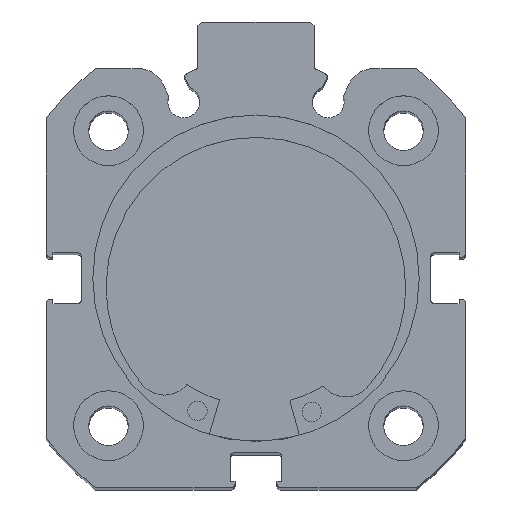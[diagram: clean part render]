
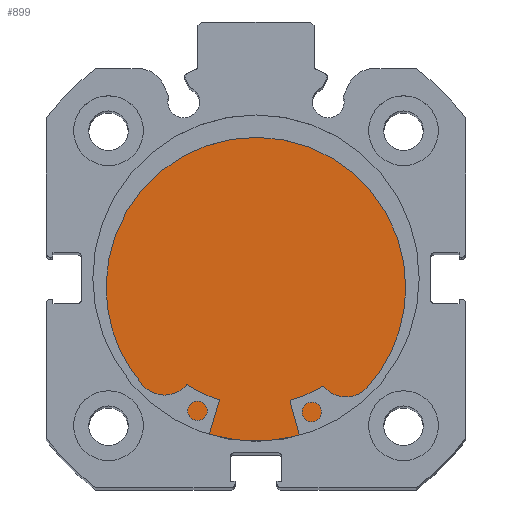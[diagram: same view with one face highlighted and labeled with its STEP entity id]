
A CAD part, top view. The second image highlights one B-rep face of the part: STEP entity #899.
In plain terms, the highlighted face is planar.
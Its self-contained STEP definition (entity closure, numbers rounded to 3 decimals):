
#187 = VERTEX_POINT ( 'NONE', #5259 ) ;
#188 = VERTEX_POINT ( 'NONE', #5258 ) ;
#899 = ADVANCED_FACE ( 'NONE', ( #2543 ), #1726, .F. ) ;
#1725 = CARTESIAN_POINT ( 'NONE',  ( 8.5, 21., 0. ) ) ;
#1726 = PLANE ( 'NONE',  #3403 ) ;
#1728 = DIRECTION ( 'NONE',  ( 0., 0., 1. ) ) ;
#1729 = DIRECTION ( 'NONE',  ( -1., 0., 0. ) ) ;
#2543 = FACE_OUTER_BOUND ( 'NONE', #6611, .T. ) ;
#3133 = EDGE_CURVE ( 'NONE', #187, #188, #4972, .T. ) ;
#3137 = EDGE_CURVE ( 'NONE', #188, #187, #4977, .T. ) ;
#3403 = AXIS2_PLACEMENT_3D ( 'NONE', #1725, #1729, #1728 ) ;
#3625 = AXIS2_PLACEMENT_3D ( 'NONE', #4529, #4532, #4533 ) ;
#3628 = AXIS2_PLACEMENT_3D ( 'NONE', #4536, #4543, #4544 ) ;
#4529 = CARTESIAN_POINT ( 'NONE',  ( 8.5, 0., 0. ) ) ;
#4532 = DIRECTION ( 'NONE',  ( -1., 0., 0. ) ) ;
#4533 = DIRECTION ( 'NONE',  ( 0., 0., 1. ) ) ;
#4536 = CARTESIAN_POINT ( 'NONE',  ( 8.5, 0., 0. ) ) ;
#4543 = DIRECTION ( 'NONE',  ( -1., 0., 0. ) ) ;
#4544 = DIRECTION ( 'NONE',  ( 0., 0., 1. ) ) ;
#4972 = CIRCLE ( 'NONE', #3625, 21. ) ;
#4977 = CIRCLE ( 'NONE', #3628, 21. ) ;
#5258 = CARTESIAN_POINT ( 'NONE',  ( 8.5, 0., 21. ) ) ;
#5259 = CARTESIAN_POINT ( 'NONE',  ( 8.5, 0., -21. ) ) ;
#6429 = ORIENTED_EDGE ( 'NONE', *, *, #3133, .F. ) ;
#6430 = ORIENTED_EDGE ( 'NONE', *, *, #3137, .F. ) ;
#6611 = EDGE_LOOP ( 'NONE', ( #6430, #6429 ) ) ;
